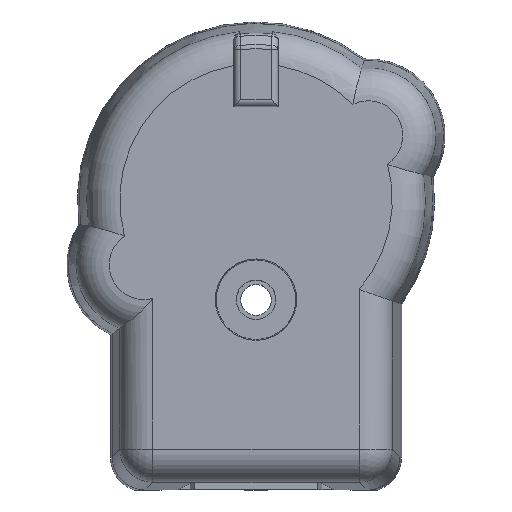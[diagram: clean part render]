
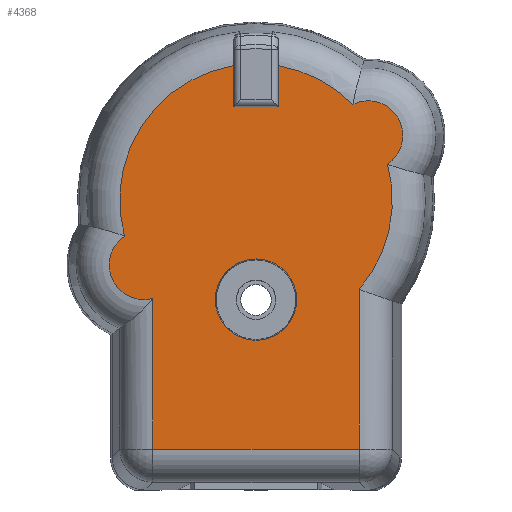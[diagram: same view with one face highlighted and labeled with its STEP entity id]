
A CAD part, top view. The second image highlights one B-rep face of the part: STEP entity #4368.
In plain terms, the highlighted face is planar.
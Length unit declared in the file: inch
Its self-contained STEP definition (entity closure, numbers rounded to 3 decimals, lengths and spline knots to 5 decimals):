
#4 = ORIENTED_EDGE ( 'NONE', *, *, #7636, .T. ) ;
#15 = DIRECTION ( 'NONE',  ( 0., 0., 1. ) ) ;
#55 = CARTESIAN_POINT ( 'NONE',  ( 0.05, 0.332, -0.39686 ) ) ;
#62 = AXIS2_PLACEMENT_3D ( 'NONE', #3927, #3268, #447 ) ;
#127 = CARTESIAN_POINT ( 'NONE',  ( -0.05, 0.332, -0.30445 ) ) ;
#281 = DIRECTION ( 'NONE',  ( 1., 0., 0. ) ) ;
#352 = ORIENTED_EDGE ( 'NONE', *, *, #3251, .T. ) ;
#408 = VERTEX_POINT ( 'NONE', #1810 ) ;
#447 = DIRECTION ( 'NONE',  ( 0., 0., 1. ) ) ;
#583 = CIRCLE ( 'NONE', #4567, 0.30853 ) ;
#733 = EDGE_LOOP ( 'NONE', ( #6939, #5725, #4676, #4, #6359, #6499, #2496, #3668, #7392, #3888, #352 ) ) ;
#772 = VERTEX_POINT ( 'NONE', #127 ) ;
#774 = VERTEX_POINT ( 'NONE', #3085 ) ;
#788 = CARTESIAN_POINT ( 'NONE',  ( -0.23353, 0.332, 0.56337 ) ) ;
#893 = CIRCLE ( 'NONE', #62, 0.0921 ) ;
#1059 = CIRCLE ( 'NONE', #4388, 0.07853 ) ;
#1189 = DIRECTION ( 'NONE',  ( 0., 1., 0. ) ) ;
#1375 = CARTESIAN_POINT ( 'NONE',  ( 0.05, 0.332, -0.21186 ) ) ;
#1409 = VERTEX_POINT ( 'NONE', #2461 ) ;
#1603 = VERTEX_POINT ( 'NONE', #2724 ) ;
#1667 = CARTESIAN_POINT ( 'NONE',  ( -0.05, 0.332, -0.21186 ) ) ;
#1748 = CARTESIAN_POINT ( 'NONE',  ( -0.23353, 0.332, 0.6321 ) ) ;
#1798 = CARTESIAN_POINT ( 'NONE',  ( 0.23353, 0.332, 0.56337 ) ) ;
#1810 = CARTESIAN_POINT ( 'NONE',  ( 0.23353, 0.332, 0.56337 ) ) ;
#1932 = EDGE_CURVE ( 'NONE', #7181, #7181, #893, .T. ) ;
#1995 = DIRECTION ( 'NONE',  ( 0., 0., -1. ) ) ;
#2006 = EDGE_CURVE ( 'NONE', #6399, #3336, #5015, .T. ) ;
#2225 = EDGE_CURVE ( 'NONE', #7157, #4338, #4720, .T. ) ;
#2264 = EDGE_CURVE ( 'NONE', #408, #7589, #4167, .T. ) ;
#2295 = DIRECTION ( 'NONE',  ( 0., 0., 1. ) ) ;
#2346 = DIRECTION ( 'NONE',  ( 1., 0., 0. ) ) ;
#2461 = CARTESIAN_POINT ( 'NONE',  ( -0.29761, 0.332, 0.08136 ) ) ;
#2496 = ORIENTED_EDGE ( 'NONE', *, *, #2225, .F. ) ;
#2510 = DIRECTION ( 'NONE',  ( 0., 0., 1. ) ) ;
#2528 = CARTESIAN_POINT ( 'NONE',  ( 0., 0.332, 0. ) ) ;
#2724 = CARTESIAN_POINT ( 'NONE',  ( 0.29761, 0.332, -0.08136 ) ) ;
#2855 = EDGE_LOOP ( 'NONE', ( #3589 ) ) ;
#2961 = DIRECTION ( 'NONE',  ( 0., 1., 0. ) ) ;
#2994 = CARTESIAN_POINT ( 'NONE',  ( 0., 0.332, 0. ) ) ;
#3069 = VECTOR ( 'NONE', #2295, 39.37008 ) ;
#3078 = DIRECTION ( 'NONE',  ( 0., 0., 1. ) ) ;
#3085 = CARTESIAN_POINT ( 'NONE',  ( 0.21927, 0.332, -0.21705 ) ) ;
#3229 = LINE ( 'NONE', #1798, #6759 ) ;
#3251 = EDGE_CURVE ( 'NONE', #1409, #6399, #7090, .T. ) ;
#3268 = DIRECTION ( 'NONE',  ( 0., 1., 0. ) ) ;
#3322 = EDGE_CURVE ( 'NONE', #772, #6419, #4874, .T. ) ;
#3336 = VERTEX_POINT ( 'NONE', #788 ) ;
#3466 = DIRECTION ( 'NONE',  ( 0., 0., 1. ) ) ;
#3491 = CARTESIAN_POINT ( 'NONE',  ( 0., 0.332, 0. ) ) ;
#3527 = FACE_BOUND ( 'NONE', #2855, .T. ) ;
#3589 = ORIENTED_EDGE ( 'NONE', *, *, #1932, .F. ) ;
#3668 = ORIENTED_EDGE ( 'NONE', *, *, #6140, .F. ) ;
#3713 = VECTOR ( 'NONE', #1995, 39.37008 ) ;
#3826 = CARTESIAN_POINT ( 'NONE',  ( -0.05, 0.332, -0.21186 ) ) ;
#3888 = ORIENTED_EDGE ( 'NONE', *, *, #7138, .T. ) ;
#3927 = CARTESIAN_POINT ( 'NONE',  ( 0., 0.332, 0.225 ) ) ;
#4062 = LINE ( 'NONE', #3826, #6769 ) ;
#4081 = CARTESIAN_POINT ( 'NONE',  ( 0.23353, 0.332, 0.20163 ) ) ;
#4105 = CARTESIAN_POINT ( 'NONE',  ( 0.25375, 0.332, -0.1465 ) ) ;
#4167 = LINE ( 'NONE', #4946, #3713 ) ;
#4191 = PLANE ( 'NONE',  #4524 ) ;
#4333 = DIRECTION ( 'NONE',  ( 0., 1., 0. ) ) ;
#4338 = VERTEX_POINT ( 'NONE', #6530 ) ;
#4356 = FACE_OUTER_BOUND ( 'NONE', #733, .T. ) ;
#4368 = ADVANCED_FACE ( 'NONE', ( #4356, #3527 ), #4191, .T. ) ;
#4388 = AXIS2_PLACEMENT_3D ( 'NONE', #4105, #2961, #15 ) ;
#4524 = AXIS2_PLACEMENT_3D ( 'NONE', #2994, #5989, #5395 ) ;
#4567 = AXIS2_PLACEMENT_3D ( 'NONE', #2528, #4333, #3078 ) ;
#4675 = CARTESIAN_POINT ( 'NONE',  ( -0.23353, 0.332, 0.22238 ) ) ;
#4676 = ORIENTED_EDGE ( 'NONE', *, *, #2264, .T. ) ;
#4720 = LINE ( 'NONE', #55, #6587 ) ;
#4782 = CIRCLE ( 'NONE', #4815, 0.30853 ) ;
#4794 = CIRCLE ( 'NONE', #7554, 0.30853 ) ;
#4815 = AXIS2_PLACEMENT_3D ( 'NONE', #3491, #1189, #3466 ) ;
#4874 = LINE ( 'NONE', #4905, #5061 ) ;
#4905 = CARTESIAN_POINT ( 'NONE',  ( -0.05, 0.332, -0.39686 ) ) ;
#4946 = CARTESIAN_POINT ( 'NONE',  ( 0.23353, 0.332, 0.22575 ) ) ;
#4959 = CARTESIAN_POINT ( 'NONE',  ( -0.25375, 0.332, 0.1465 ) ) ;
#5015 = LINE ( 'NONE', #1748, #3069 ) ;
#5061 = VECTOR ( 'NONE', #2510, 39.37008 ) ;
#5146 = CARTESIAN_POINT ( 'NONE',  ( 0., 0.332, 0. ) ) ;
#5168 = DIRECTION ( 'NONE',  ( 0., 0., 1. ) ) ;
#5395 = DIRECTION ( 'NONE',  ( 0., 0., 1. ) ) ;
#5529 = DIRECTION ( 'NONE',  ( 0., 1., 0. ) ) ;
#5588 = AXIS2_PLACEMENT_3D ( 'NONE', #4959, #5529, #6075 ) ;
#5725 = ORIENTED_EDGE ( 'NONE', *, *, #6616, .T. ) ;
#5989 = DIRECTION ( 'NONE',  ( 0., 1., 0. ) ) ;
#6075 = DIRECTION ( 'NONE',  ( 0., 0., 1. ) ) ;
#6140 = EDGE_CURVE ( 'NONE', #6419, #7157, #4062, .T. ) ;
#6359 = ORIENTED_EDGE ( 'NONE', *, *, #6503, .T. ) ;
#6399 = VERTEX_POINT ( 'NONE', #4675 ) ;
#6419 = VERTEX_POINT ( 'NONE', #1667 ) ;
#6499 = ORIENTED_EDGE ( 'NONE', *, *, #6964, .T. ) ;
#6503 = EDGE_CURVE ( 'NONE', #1603, #774, #1059, .T. ) ;
#6530 = CARTESIAN_POINT ( 'NONE',  ( 0.05, 0.332, -0.30445 ) ) ;
#6587 = VECTOR ( 'NONE', #7064, 39.37008 ) ;
#6616 = EDGE_CURVE ( 'NONE', #3336, #408, #3229, .T. ) ;
#6759 = VECTOR ( 'NONE', #2346, 39.37008 ) ;
#6769 = VECTOR ( 'NONE', #281, 39.37008 ) ;
#6880 = DIRECTION ( 'NONE',  ( 0., 1., 0. ) ) ;
#6939 = ORIENTED_EDGE ( 'NONE', *, *, #2006, .T. ) ;
#6964 = EDGE_CURVE ( 'NONE', #774, #4338, #4794, .T. ) ;
#7008 = CARTESIAN_POINT ( 'NONE',  ( 0., 0.332, 0.3171 ) ) ;
#7064 = DIRECTION ( 'NONE',  ( 0., 0., -1. ) ) ;
#7090 = CIRCLE ( 'NONE', #5588, 0.07853 ) ;
#7138 = EDGE_CURVE ( 'NONE', #772, #1409, #583, .T. ) ;
#7157 = VERTEX_POINT ( 'NONE', #1375 ) ;
#7181 = VERTEX_POINT ( 'NONE', #7008 ) ;
#7392 = ORIENTED_EDGE ( 'NONE', *, *, #3322, .F. ) ;
#7554 = AXIS2_PLACEMENT_3D ( 'NONE', #5146, #6880, #5168 ) ;
#7589 = VERTEX_POINT ( 'NONE', #4081 ) ;
#7636 = EDGE_CURVE ( 'NONE', #7589, #1603, #4782, .T. ) ;
